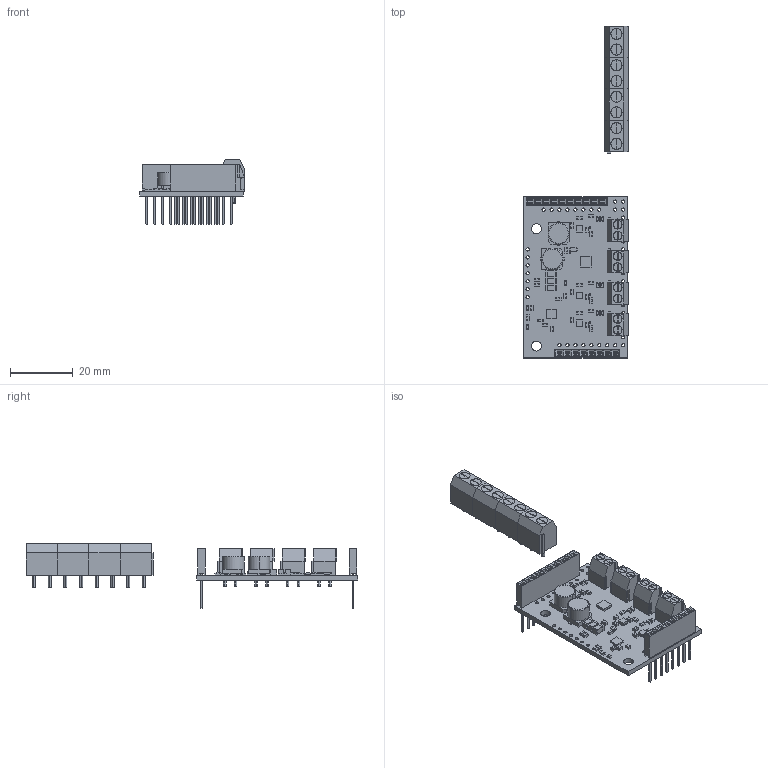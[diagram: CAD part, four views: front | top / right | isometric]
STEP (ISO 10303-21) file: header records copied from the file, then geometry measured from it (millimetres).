
FILE_DESCRIPTION (( 'STEP AP214' ), '1' );
FILE_NAME ('mc3s44a-for-step.step', '2023-06-08T23:08:14', ( '' ), ( '' ), 'SwSTEP 2.0', 'SolidWorks 2023', '' );
FILE_SCHEMA (( 'AUTOMOTIVE_DESIGN' ));
Length unit declared in the file: millimetre
Products named in the file (1): mc3s44a-for-step
Bounding box: 33.37 x 105.65 x 20.5 mm (x, y, z)
Volume: 7352.2 mm3; surface area: 12641.5 mm2
Topology: 11 solids, 11 shells, 2837 faces, 7846 edges, 5082 vertices
Faces by surface type: plane 2209, cylinder 426, bspline 198, torus 4
Entity records: 127712 total; most frequent: CARTESIAN_POINT 24588, ORIENTED_EDGE 15692, DIRECTION 13418, EDGE_CURVE 7846, VECTOR 6346, LINE 6346, VERTEX_POINT 5082, AXIS2_PLACEMENT_3D 3536
